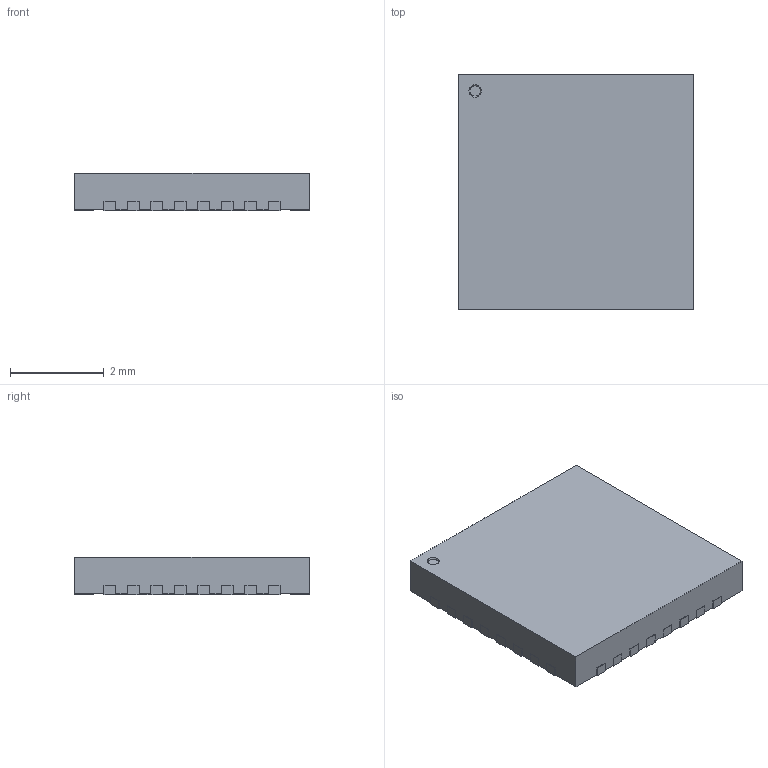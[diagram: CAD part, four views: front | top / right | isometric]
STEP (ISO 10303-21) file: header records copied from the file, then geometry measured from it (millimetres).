
FILE_DESCRIPTION (( 'STEP AP214' ), '1' );
FILE_NAME ('User Library-qfn32-5x5.STEP', '2013-12-31T14:51:40', ( 'Windows User' ), ( '' ), 'SwSTEP 2.0', 'SolidWorks 2014', '' );
FILE_SCHEMA (( 'AUTOMOTIVE_DESIGN' ));
Length unit declared in the file: millimetre
Products named in the file (1): User Library-qfn32-5x5
Bounding box: 5.02 x 5.02 x 0.8 mm (x, y, z)
Volume: 19.8 mm3; surface area: 67 mm2
Topology: 1 solids, 1 shells, 207 faces, 609 edges, 406 vertices
Faces by surface type: plane 205, cone 2
Entity records: 9058 total; most frequent: CARTESIAN_POINT 1223, ORIENTED_EDGE 1218, DIRECTION 1029, EDGE_CURVE 609, VECTOR 605, LINE 605, VERTEX_POINT 406, AXIS2_PLACEMENT_3D 212
